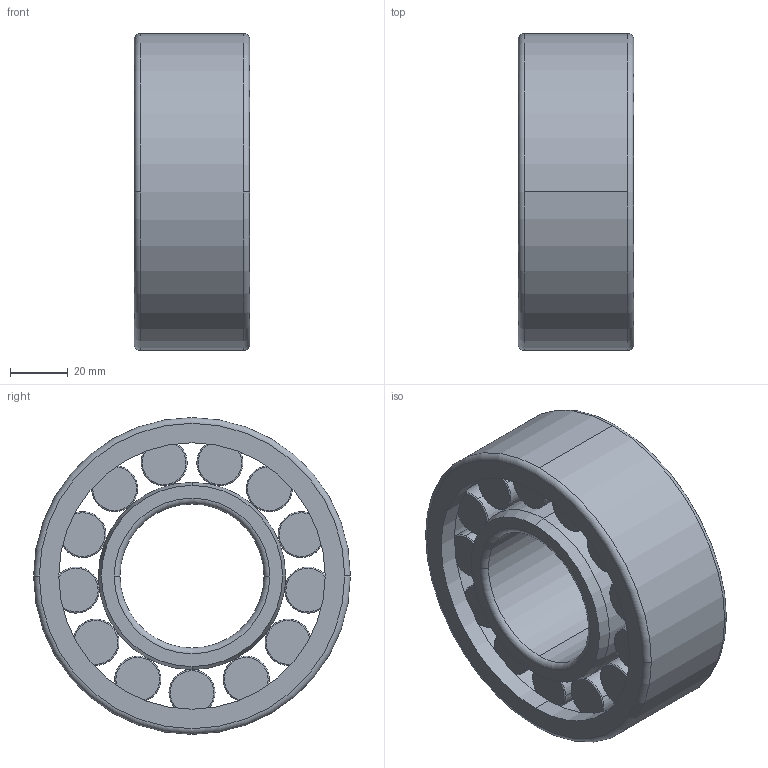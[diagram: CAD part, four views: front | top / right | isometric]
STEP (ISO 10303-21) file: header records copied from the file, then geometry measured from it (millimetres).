
FILE_DESCRIPTION(('STEP AP214'),'1');
FILE_NAME('nu2310-e-xl-tvp2.stp','2025-04-08T04:18:41',('TraceParts'),('TraceParts S.A.'),'Spatial InterOp 3D',' ',' ');
FILE_SCHEMA(('AUTOMOTIVE_DESIGN { 1 0 10303 214 1 1 1 1 }'));
Length unit declared in the file: millimetre
Products named in the file (1): nu2310-e-xl-tvp2_1
Bounding box: 40 x 110 x 110 mm (x, y, z)
Volume: 216060.6 mm3; surface area: 71863.1 mm2
Topology: 15 solids, 15 shells, 150 faces, 351 edges, 233 vertices
Faces by surface type: torus 68, cylinder 38, plane 32, cone 12
Entity records: 5772 total; most frequent: DIRECTION 982, CARTESIAN_POINT 749, ORIENTED_EDGE 702, AXIS2_PLACEMENT_3D 466, EDGE_CURVE 351, CIRCLE 301, VERTEX_POINT 233, EDGE_LOOP 156
